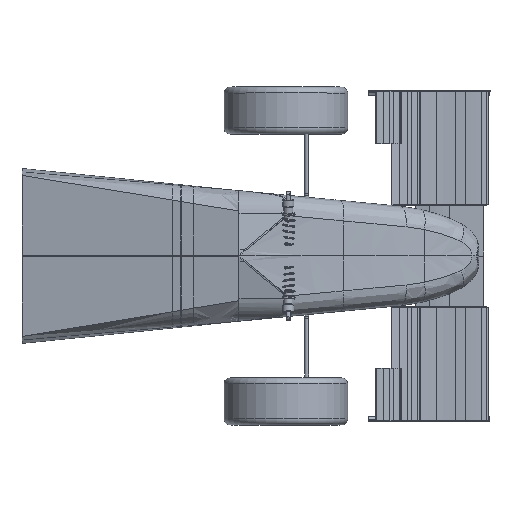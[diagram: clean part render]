
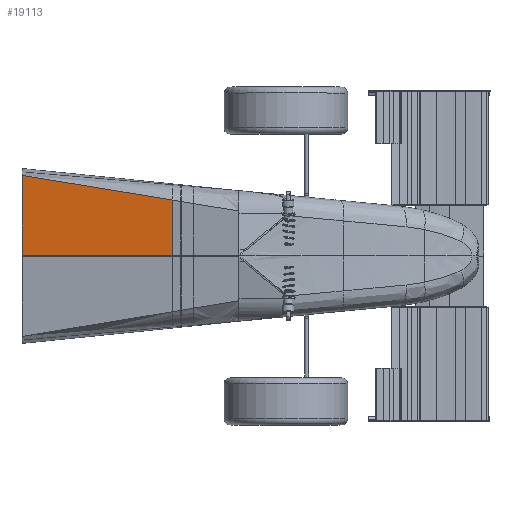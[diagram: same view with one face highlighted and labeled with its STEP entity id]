
A CAD part, top view. The second image highlights one B-rep face of the part: STEP entity #19113.
In plain terms, the highlighted face is planar.
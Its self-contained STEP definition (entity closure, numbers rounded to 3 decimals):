
#953=PLANE('',#21495);
#2581=FACE_OUTER_BOUND('',#3779,.T.);
#3779=EDGE_LOOP('',(#15187,#15188,#15189,#15190));
#4931=LINE('',#39559,#6099);
#4984=LINE('',#40434,#6152);
#4992=LINE('',#40572,#6160);
#4993=LINE('',#40574,#6161);
#6099=VECTOR('',#25126,1.);
#6152=VECTOR('',#25209,10.);
#6160=VECTOR('',#25225,1.);
#6161=VECTOR('',#25228,1.);
#8805=VERTEX_POINT('',#39556);
#8806=VERTEX_POINT('',#39558);
#8845=VERTEX_POINT('',#40340);
#8846=VERTEX_POINT('',#40432);
#11055=EDGE_CURVE('',#8806,#8805,#4931,.T.);
#11126=EDGE_CURVE('',#8846,#8845,#4984,.T.);
#11135=EDGE_CURVE('',#8845,#8805,#4992,.T.);
#11136=EDGE_CURVE('',#8846,#8806,#4993,.T.);
#15187=ORIENTED_EDGE('',*,*,#11055,.T.);
#15188=ORIENTED_EDGE('',*,*,#11135,.F.);
#15189=ORIENTED_EDGE('',*,*,#11126,.F.);
#15190=ORIENTED_EDGE('',*,*,#11136,.T.);
#19113=ADVANCED_FACE('',(#2581),#953,.F.);
#21495=AXIS2_PLACEMENT_3D('',#40573,#25226,#25227);
#25126=DIRECTION('',(0.98,0.1,0.17));
#25209=DIRECTION('',(0.984,-0.06,0.168));
#25225=DIRECTION('',(0.102,-0.995,0.));
#25226=DIRECTION('center_axis',(0.17,0.017,-0.985));
#25227=DIRECTION('ref_axis',(0.984,-0.06,0.168));
#25228=DIRECTION('',(0.102,-0.995,0.));
#39556=CARTESIAN_POINT('',(648.273,-293.25,556.259));
#39558=CARTESIAN_POINT('',(31.881,-356.154,449.076));
#39559=CARTESIAN_POINT('',(340.077,-324.702,502.667));
#40340=CARTESIAN_POINT('',(625.138,-66.55,556.259));
#40432=CARTESIAN_POINT('',(-1.55,-28.568,449.076));
#40434=CARTESIAN_POINT('',(-1.55,-28.568,449.076));
#40572=CARTESIAN_POINT('',(636.706,-179.9,556.259));
#40573=CARTESIAN_POINT('Origin',(-1.55,-28.568,449.076));
#40574=CARTESIAN_POINT('',(15.165,-192.361,449.076));
